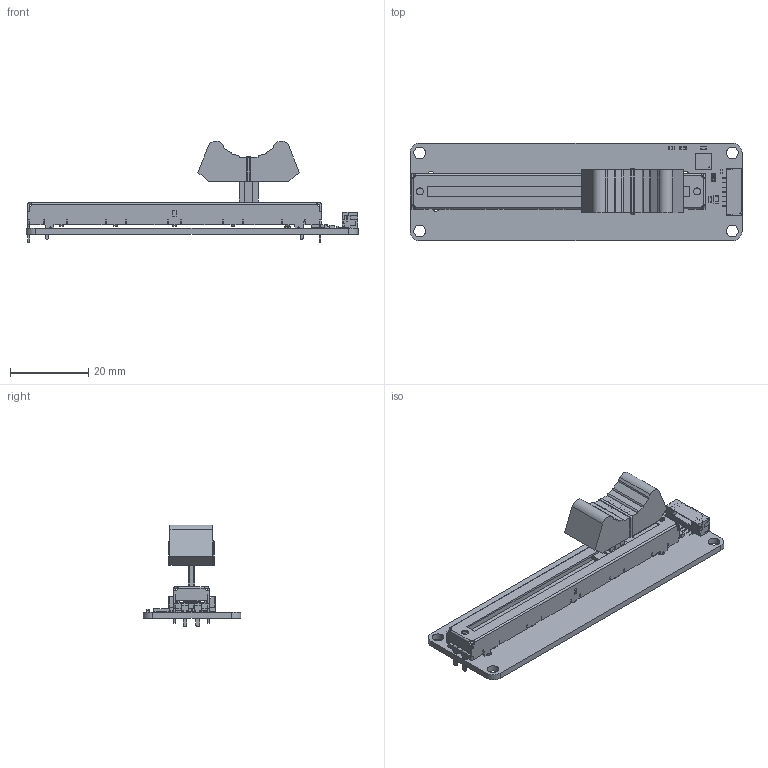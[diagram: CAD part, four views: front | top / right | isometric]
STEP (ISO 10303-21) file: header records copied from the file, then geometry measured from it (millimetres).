
FILE_DESCRIPTION(('FreeCAD Model'),'2;1');
FILE_NAME( 'linear-poti-v2.step', '2019-05-15T16:08:29',('kicad StepUp'),('ksu MCAD'), 'Open CASCADE STEP processor 7.3','FreeCAD','Unknown');
FILE_SCHEMA(('AUTOMOTIVE_DESIGN { 1 0 10303 214 1 1 1 1 }'));
Length unit declared in the file: millimetre
Products named in the file (16): linear-poti-v2; Board_Geoms; Pcb; Open CASCADE STEP translator 7.3 1.1.1.1; Step_Models; Top; RV1_Fusion002_4C653468; C1_C_0402_5B2CC787; C3_C_0805_5B2CC78D; C4_C_0603_5B2CC793; C5_C_0603_5B2CC799; D1_D_0603_blue_5B2CC79F; P1_BrickletConn_7pin_5B2CC7AC; R3_R_0603_5B2CC7C0; RP1_Cut_5B2CC7CC; U1_QFN-24_4x4mm_Pitch0.5mm_5B2CC7EC
Assembly tree (15 placements, depth 4):
  linear-poti-v2
    Board_Geoms
      Pcb
        Open CASCADE STEP translator 7.3 1.1.1.1
    Step_Models
      Top
        RV1_Fusion002_4C653468
        C1_C_0402_5B2CC787
        C3_C_0805_5B2CC78D
        C4_C_0603_5B2CC793
        C5_C_0603_5B2CC799
        D1_D_0603_blue_5B2CC79F
        P1_BrickletConn_7pin_5B2CC7AC
        R3_R_0603_5B2CC7C0
        RP1_Cut_5B2CC7CC
        U1_QFN-24_4x4mm_Pitch0.5mm_5B2CC7EC
Bounding box: 85 x 25 x 26.1 mm (x, y, z)
Volume: 3433.8 mm3; surface area: 10894.5 mm2
Topology: 11 solids, 453 shells, 1369 faces, 5300 edges, 4368 vertices
Faces by surface type: plane 1172, cylinder 193, torus 4
Full cylindrical faces by diameter (mm): 1.199 x4, 1.699 x4, 1.8 x2, 3 x4
Entity records: 65198 total; most frequent: CARTESIAN_POINT 11717, DIRECTION 8582, ORIENTED_EDGE 7970, EDGE_CURVE 5300, LINE 4692, VECTOR 4692, VERTEX_POINT 4368, AXIS2_PLACEMENT_3D 1945
